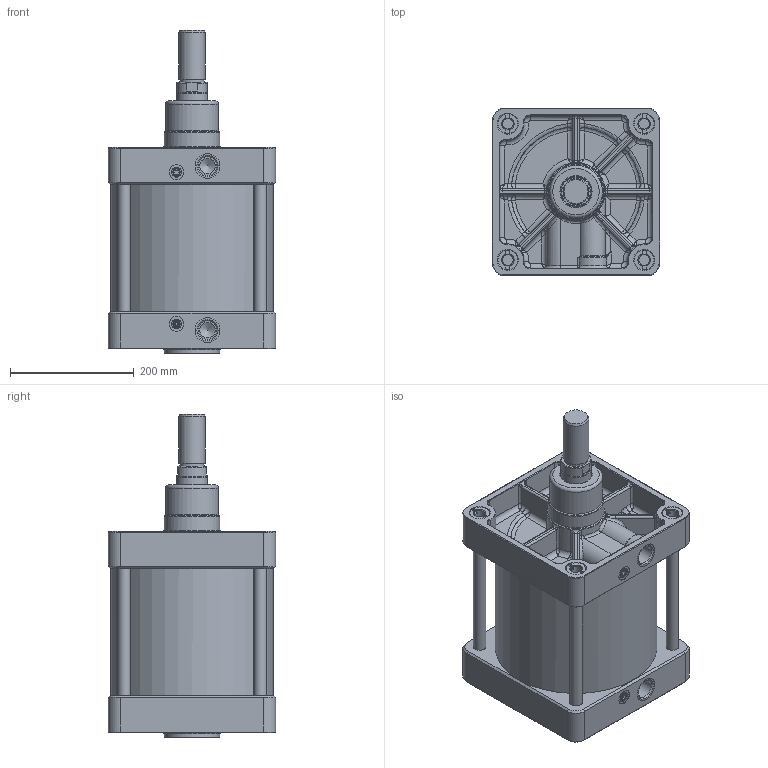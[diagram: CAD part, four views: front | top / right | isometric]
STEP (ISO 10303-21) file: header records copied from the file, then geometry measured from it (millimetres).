
FILE_DESCRIPTION((''),'2;1');
FILE_NAME('UDM250.125.GS.M.stp','2012-09-28T16:46:23',('Administrator'),(''),'Autodesk Inventor 2012','Autodesk Inventor 2012','');
FILE_SCHEMA(('CONFIG_CONTROL_DESIGN'));
Length unit declared in the file: millimetre
Products named in the file (1): UDM250.125.GS.M
Bounding box: 270 x 270 x 522 mm (x, y, z)
Volume: 6525264.7 mm3; surface area: 1049266.8 mm2
Topology: 5 solids, 8 shells, 929 faces, 2145 edges, 1167 vertices
Faces by surface type: cylinder 266, plane 264, bspline 194, torus 115, cone 68, sphere 22
Full cylindrical faces by diameter (mm): 9 x1, 11 x1, 11.2 x2, 12 x2, 13.4 x1, 14 x2, 15.8 x2, 16 x4, 17.294 x8, 20 x4, 20.5 x8, 24 x2, 25 x2, 30.291 x2, 38.8 x1, 40 x2, 42 x1, 49 x1, 50 x1, 85 x1, 90 x2, 94 x2, 250 x1, 262 x1
Entity records: 33896 total; most frequent: CARTESIAN_POINT 13895, DIRECTION 3926, ORIENTED_EDGE 3836, EDGE_CURVE 1918, AXIS2_PLACEMENT_3D 1627, VERTEX_POINT 1133, EDGE_LOOP 1077, STYLED_ITEM 934
